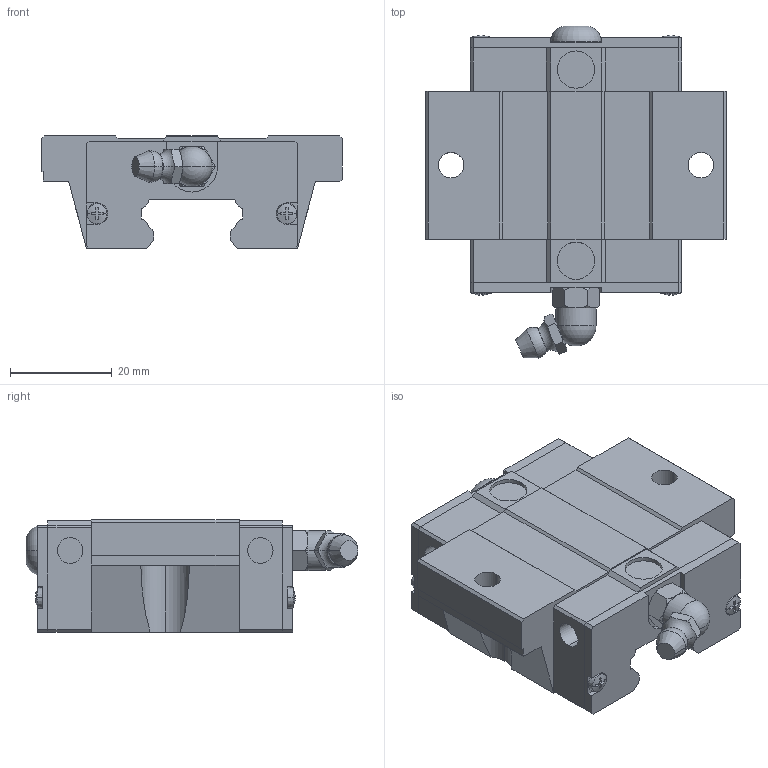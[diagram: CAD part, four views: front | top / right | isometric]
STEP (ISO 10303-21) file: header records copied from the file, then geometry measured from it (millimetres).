
FILE_DESCRIPTION(('STEP AP214'),'1');
FILE_NAME('cctmp_4CBFC653-337C-4D35-A8C5-A8786B174B8D_2020_5_13_14_8_18_259..stp','2020-05-13T12:08:18',('HIWIN GmbH'),('CADClick - www.CADClick.com'),'Spatial InterOp 3D',' ','unknown authorization');
FILE_SCHEMA(('AUTOMOTIVE_DESIGN'));
Length unit declared in the file: millimetre
Products named in the file (1): EGW20SCZ0H_FILE
Bounding box: 59 x 65.11 x 22 mm (x, y, z)
Volume: 41119.8 mm3; surface area: 11800.8 mm2
Topology: 1 solids, 5 shells, 342 faces, 913 edges, 593 vertices
Faces by surface type: plane 204, cylinder 80, cone 38, torus 18, sphere 2
Entity records: 13538 total; most frequent: CARTESIAN_POINT 2343, ORIENTED_EDGE 1822, DIRECTION 1708, EDGE_CURVE 911, VERTEX_POINT 593, LINE 576, VECTOR 576, AXIS2_PLACEMENT_3D 566
